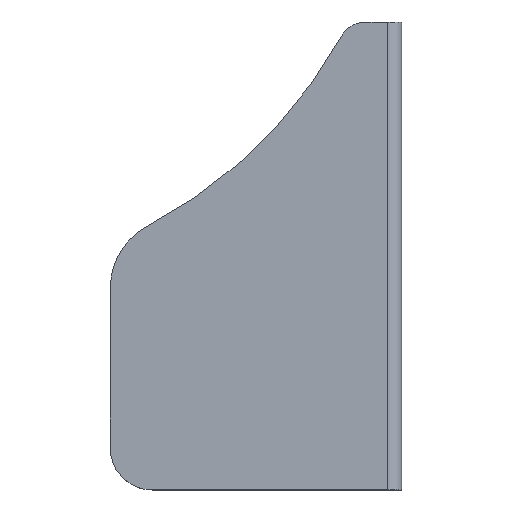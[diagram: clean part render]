
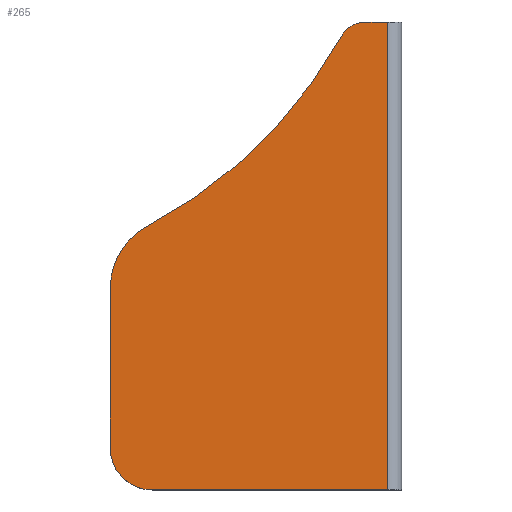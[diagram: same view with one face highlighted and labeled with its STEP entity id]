
A CAD part, top view. The second image highlights one B-rep face of the part: STEP entity #265.
In plain terms, the highlighted planar face has unit normal (0, 0, 1).
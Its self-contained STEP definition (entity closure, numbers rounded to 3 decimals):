
#1 = LINE ( 'NONE', #88, #341 ) ;
#18 = CARTESIAN_POINT ( 'NONE',  ( 332.378, 52.269, 8.5 ) ) ;
#20 = AXIS2_PLACEMENT_3D ( 'NONE', #358, #27, #604 ) ;
#27 = DIRECTION ( 'NONE',  ( 0., 0., -1. ) ) ;
#45 = LINE ( 'NONE', #51, #83 ) ;
#46 = CIRCLE ( 'NONE', #20, 34. ) ;
#51 = CARTESIAN_POINT ( 'NONE',  ( 353.232, 77.033, 8.5 ) ) ;
#54 = ORIENTED_EDGE ( 'NONE', *, *, #503, .T. ) ;
#83 = VECTOR ( 'NONE', #242, 1000. ) ;
#88 = CARTESIAN_POINT ( 'NONE',  ( 352.232, 46.533, 8.5 ) ) ;
#91 = AXIS2_PLACEMENT_3D ( 'NONE', #416, #518, #468 ) ;
#99 = DIRECTION ( 'NONE',  ( 0., 1., 0. ) ) ;
#107 = VERTEX_POINT ( 'NONE', #591 ) ;
#115 = VECTOR ( 'NONE', #606, 1000. ) ;
#119 = VERTEX_POINT ( 'NONE', #588 ) ;
#143 = CARTESIAN_POINT ( 'NONE',  ( 337.378, 58.005, 8.5 ) ) ;
#144 = EDGE_CURVE ( 'NONE', #349, #383, #515, .T. ) ;
#160 = CIRCLE ( 'NONE', #445, 5. ) ;
#184 = VERTEX_POINT ( 'NONE', #274 ) ;
#201 = ORIENTED_EDGE ( 'NONE', *, *, #598, .T. ) ;
#217 = DIRECTION ( 'NONE',  ( 1., 0., 0. ) ) ;
#220 = FACE_OUTER_BOUND ( 'NONE', #612, .T. ) ;
#222 = CARTESIAN_POINT ( 'NONE',  ( 332.378, 46.533, 8.5 ) ) ;
#223 = ORIENTED_EDGE ( 'NONE', *, *, #474, .T. ) ;
#232 = ORIENTED_EDGE ( 'NONE', *, *, #531, .T. ) ;
#236 = EDGE_CURVE ( 'NONE', #119, #510, #46, .T. ) ;
#242 = DIRECTION ( 'NONE',  ( -1., 0., 0. ) ) ;
#243 = AXIS2_PLACEMENT_3D ( 'NONE', #603, #507, #268 ) ;
#248 = ORIENTED_EDGE ( 'NONE', *, *, #310, .T. ) ;
#259 = AXIS2_PLACEMENT_3D ( 'NONE', #355, #585, #544 ) ;
#265 = ADVANCED_FACE ( 'NONE', ( #220 ), #411, .F. ) ;
#268 = DIRECTION ( 'NONE',  ( -1., 0., 0. ) ) ;
#271 = VERTEX_POINT ( 'NONE', #334 ) ;
#274 = CARTESIAN_POINT ( 'NONE',  ( 352.232, 77.033, 8.5 ) ) ;
#303 = CARTESIAN_POINT ( 'NONE',  ( 335.378, 43.533, 8.5 ) ) ;
#310 = EDGE_CURVE ( 'NONE', #510, #333, #160, .T. ) ;
#327 = CARTESIAN_POINT ( 'NONE',  ( 332.378, 58.005, 8.5 ) ) ;
#333 = VERTEX_POINT ( 'NONE', #327 ) ;
#334 = CARTESIAN_POINT ( 'NONE',  ( 350.661, 77.033, 8.5 ) ) ;
#341 = VECTOR ( 'NONE', #99, 1000. ) ;
#342 = EDGE_CURVE ( 'NONE', #107, #184, #1, .T. ) ;
#349 = VERTEX_POINT ( 'NONE', #222 ) ;
#355 = CARTESIAN_POINT ( 'NONE',  ( 335.378, 46.533, 8.5 ) ) ;
#358 = CARTESIAN_POINT ( 'NONE',  ( 319.182, 92.5, 8.5 ) ) ;
#359 = ORIENTED_EDGE ( 'NONE', *, *, #342, .T. ) ;
#363 = CARTESIAN_POINT ( 'NONE',  ( 335.045, 62.427, 8.5 ) ) ;
#365 = ORIENTED_EDGE ( 'NONE', *, *, #144, .T. ) ;
#383 = VERTEX_POINT ( 'NONE', #303 ) ;
#411 = PLANE ( 'NONE',  #91 ) ;
#416 = CARTESIAN_POINT ( 'NONE',  ( 335.378, 46.533, 8.5 ) ) ;
#422 = DIRECTION ( 'NONE',  ( 1., 0., 0. ) ) ;
#445 = AXIS2_PLACEMENT_3D ( 'NONE', #143, #513, #422 ) ;
#468 = DIRECTION ( 'NONE',  ( -1., 0., 0. ) ) ;
#474 = EDGE_CURVE ( 'NONE', #184, #271, #45, .T. ) ;
#503 = EDGE_CURVE ( 'NONE', #333, #349, #556, .T. ) ;
#507 = DIRECTION ( 'NONE',  ( 0., 0., 1. ) ) ;
#510 = VERTEX_POINT ( 'NONE', #363 ) ;
#512 = CIRCLE ( 'NONE', #243, 2. ) ;
#513 = DIRECTION ( 'NONE',  ( 0., 0., 1. ) ) ;
#515 = CIRCLE ( 'NONE', #259, 3. ) ;
#518 = DIRECTION ( 'NONE',  ( 0., 0., -1. ) ) ;
#519 = ORIENTED_EDGE ( 'NONE', *, *, #236, .T. ) ;
#531 = EDGE_CURVE ( 'NONE', #271, #119, #512, .T. ) ;
#544 = DIRECTION ( 'NONE',  ( -1., 0., 0. ) ) ;
#549 = LINE ( 'NONE', #597, #599 ) ;
#556 = LINE ( 'NONE', #18, #115 ) ;
#585 = DIRECTION ( 'NONE',  ( 0., 0., 1. ) ) ;
#588 = CARTESIAN_POINT ( 'NONE',  ( 348.912, 76.003, 8.5 ) ) ;
#591 = CARTESIAN_POINT ( 'NONE',  ( 352.232, 43.533, 8.5 ) ) ;
#597 = CARTESIAN_POINT ( 'NONE',  ( 353.232, 43.533, 8.5 ) ) ;
#598 = EDGE_CURVE ( 'NONE', #383, #107, #549, .T. ) ;
#599 = VECTOR ( 'NONE', #217, 1000. ) ;
#603 = CARTESIAN_POINT ( 'NONE',  ( 350.661, 75.033, 8.5 ) ) ;
#604 = DIRECTION ( 'NONE',  ( 1., 0., 0. ) ) ;
#606 = DIRECTION ( 'NONE',  ( 0., -1., 0. ) ) ;
#612 = EDGE_LOOP ( 'NONE', ( #201, #359, #223, #232, #519, #248, #54, #365 ) ) ;
